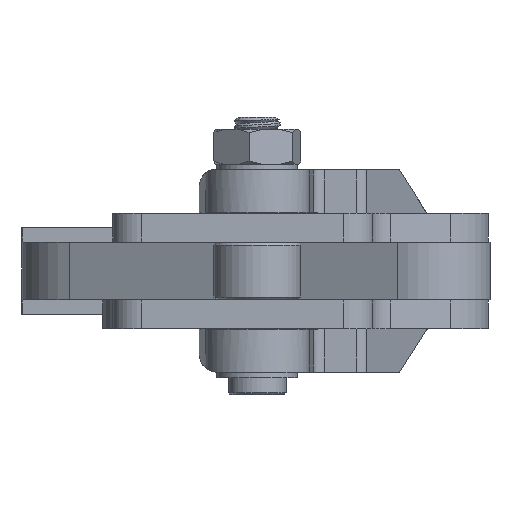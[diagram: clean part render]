
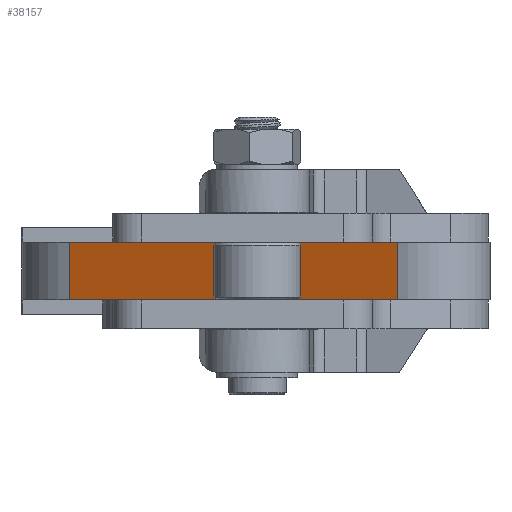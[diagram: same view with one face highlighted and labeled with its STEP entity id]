
A CAD part, front view. The second image highlights one B-rep face of the part: STEP entity #38157.
In plain terms, the highlighted planar face has unit normal (-0.45, -0.893, 0).
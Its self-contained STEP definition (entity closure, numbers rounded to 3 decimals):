
#804 = CARTESIAN_POINT ( 'NONE',  ( 1527.772, 429.336, 15. ) ) ;
#1613 = ORIENTED_EDGE ( 'NONE', *, *, #22816, .F. ) ;
#2605 = FACE_OUTER_BOUND ( 'NONE', #10334, .T. ) ;
#5690 = DIRECTION ( 'NONE',  ( 0.893, -0.45, 0. ) ) ;
#6278 = VERTEX_POINT ( 'NONE', #9428 ) ;
#7422 = VERTEX_POINT ( 'NONE', #28554 ) ;
#7473 = DIRECTION ( 'NONE',  ( 0., 0., -1. ) ) ;
#9259 = VECTOR ( 'NONE', #23637, 1000. ) ;
#9428 = CARTESIAN_POINT ( 'NONE',  ( 1470.97, 457.997, 2.5 ) ) ;
#9545 = LINE ( 'NONE', #41036, #37625 ) ;
#10334 = EDGE_LOOP ( 'NONE', ( #42124, #40569, #40320, #1613 ) ) ;
#11480 = CARTESIAN_POINT ( 'NONE',  ( 1470.97, 457.997, 12.5 ) ) ;
#12270 = DIRECTION ( 'NONE',  ( 0.893, -0.45, 0. ) ) ;
#14303 = VERTEX_POINT ( 'NONE', #41609 ) ;
#14819 = LINE ( 'NONE', #30283, #32163 ) ;
#16281 = VECTOR ( 'NONE', #12270, 1000. ) ;
#18386 = VERTEX_POINT ( 'NONE', #11480 ) ;
#21948 = CARTESIAN_POINT ( 'NONE',  ( 1522.487, 432.003, 15. ) ) ;
#22816 = EDGE_CURVE ( 'NONE', #7422, #14303, #34267, .T. ) ;
#23295 = AXIS2_PLACEMENT_3D ( 'NONE', #21948, #25229, #5690 ) ;
#23637 = DIRECTION ( 'NONE',  ( 0., 0., -1. ) ) ;
#25229 = DIRECTION ( 'NONE',  ( -0.45, -0.893, 0. ) ) ;
#25831 = EDGE_CURVE ( 'NONE', #6278, #14303, #34680, .T. ) ;
#28519 = CARTESIAN_POINT ( 'NONE',  ( 1522.487, 432.003, 2.5 ) ) ;
#28554 = CARTESIAN_POINT ( 'NONE',  ( 1527.772, 429.336, 12.5 ) ) ;
#30283 = CARTESIAN_POINT ( 'NONE',  ( 1470.97, 457.997, 15. ) ) ;
#32163 = VECTOR ( 'NONE', #7473, 1000. ) ;
#33740 = EDGE_CURVE ( 'NONE', #18386, #7422, #9545, .T. ) ;
#34267 = LINE ( 'NONE', #804, #9259 ) ;
#34462 = DIRECTION ( 'NONE',  ( 0.893, -0.45, 0. ) ) ;
#34680 = LINE ( 'NONE', #28519, #16281 ) ;
#37625 = VECTOR ( 'NONE', #34462, 1000. ) ;
#38157 = ADVANCED_FACE ( 'NONE', ( #2605 ), #41536, .T. ) ;
#39717 = EDGE_CURVE ( 'NONE', #18386, #6278, #14819, .T. ) ;
#40320 = ORIENTED_EDGE ( 'NONE', *, *, #25831, .T. ) ;
#40569 = ORIENTED_EDGE ( 'NONE', *, *, #39717, .T. ) ;
#41036 = CARTESIAN_POINT ( 'NONE',  ( 1522.487, 432.003, 12.5 ) ) ;
#41536 = PLANE ( 'NONE',  #23295 ) ;
#41609 = CARTESIAN_POINT ( 'NONE',  ( 1527.772, 429.336, 2.5 ) ) ;
#42124 = ORIENTED_EDGE ( 'NONE', *, *, #33740, .F. ) ;
